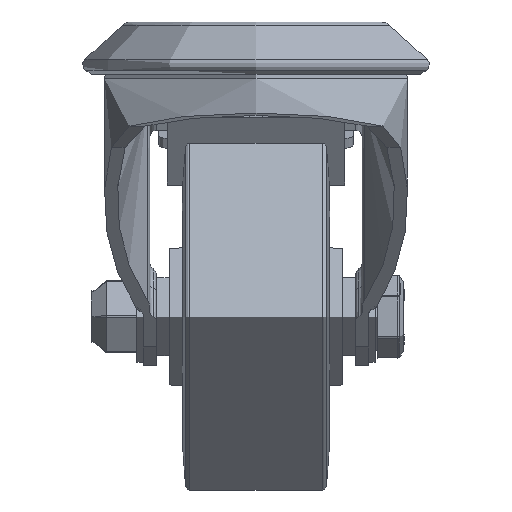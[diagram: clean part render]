
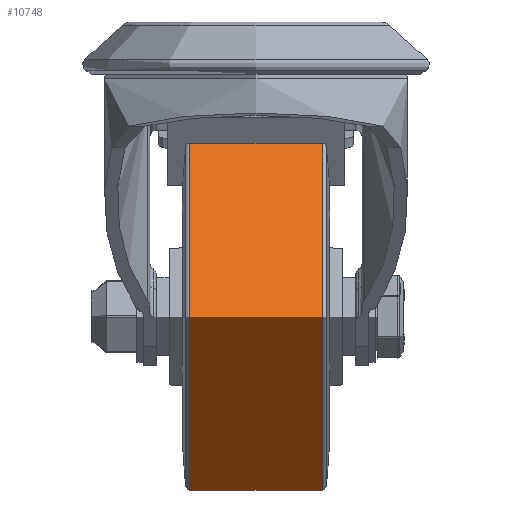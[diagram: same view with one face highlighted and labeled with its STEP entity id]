
A CAD part, left-side view. The second image highlights one B-rep face of the part: STEP entity #10748.
In plain terms, the highlighted cylindrical face has radius 40 mm (diameter 80 mm), a full revolution.
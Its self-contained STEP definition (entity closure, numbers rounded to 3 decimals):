
#569=CYLINDRICAL_SURFACE('',#11908,40.);
#1520=LINE('',#19637,#2382);
#2382=VECTOR('',#14199,40.);
#3108=FACE_OUTER_BOUND('',#3734,.T.);
#3734=EDGE_LOOP('',(#8812,#8813,#8814,#8815));
#4362=CIRCLE('',#11907,40.);
#4363=CIRCLE('',#11909,40.);
#5126=VERTEX_POINT('',#19632);
#5127=VERTEX_POINT('',#19636);
#6431=EDGE_CURVE('',#5126,#5126,#4362,.T.);
#6432=EDGE_CURVE('',#5126,#5127,#1520,.T.);
#6433=EDGE_CURVE('',#5127,#5127,#4363,.T.);
#8812=ORIENTED_EDGE('',*,*,#6431,.F.);
#8813=ORIENTED_EDGE('',*,*,#6432,.T.);
#8814=ORIENTED_EDGE('',*,*,#6433,.T.);
#8815=ORIENTED_EDGE('',*,*,#6432,.F.);
#10748=ADVANCED_FACE('',(#3108),#569,.T.);
#11907=AXIS2_PLACEMENT_3D('',#19634,#14195,#14196);
#11908=AXIS2_PLACEMENT_3D('',#19635,#14197,#14198);
#11909=AXIS2_PLACEMENT_3D('',#19638,#14200,#14201);
#14195=DIRECTION('center_axis',(0.,1.,0.));
#14196=DIRECTION('ref_axis',(0.,0.,
1.));
#14197=DIRECTION('center_axis',(0.,1.,0.));
#14198=DIRECTION('ref_axis',(0.,0.,
1.));
#14199=DIRECTION('',(0.,-1.,0.));
#14200=DIRECTION('center_axis',(0.,1.,0.));
#14201=DIRECTION('ref_axis',(0.,0.,
1.));
#19632=CARTESIAN_POINT('',(0.,15.272,-40.));
#19634=CARTESIAN_POINT('Origin',(0.,15.272,
0.));
#19635=CARTESIAN_POINT('Origin',(0.,0.,
0.));
#19636=CARTESIAN_POINT('',(0.,-15.273,-40.));
#19637=CARTESIAN_POINT('',(0.,0.,
-40.));
#19638=CARTESIAN_POINT('Origin',(0.,-15.273,
0.));
